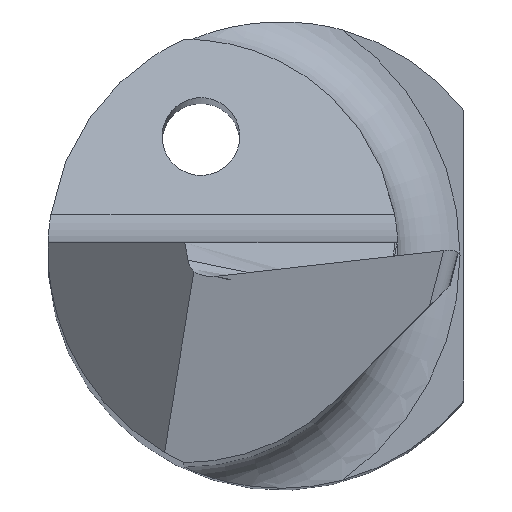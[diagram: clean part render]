
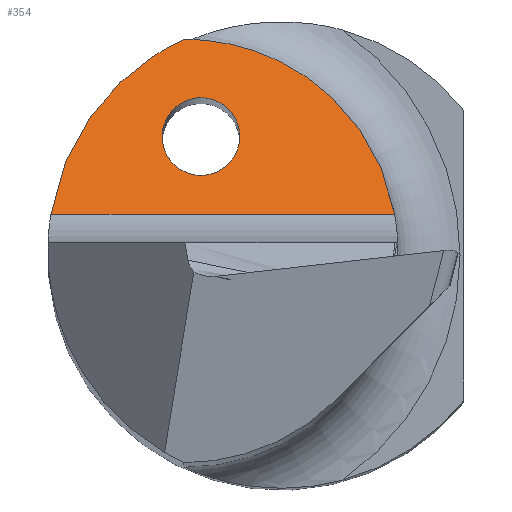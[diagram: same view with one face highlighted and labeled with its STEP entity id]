
A CAD part, top view. The second image highlights one B-rep face of the part: STEP entity #354.
In plain terms, the highlighted planar face has unit normal (0, 0.766, 0.643).
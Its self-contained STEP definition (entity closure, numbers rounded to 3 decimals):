
#7 = CARTESIAN_POINT ( 'NONE',  ( -2.032, 0.974, 44.086 ) ) ;
#22 = ORIENTED_EDGE ( 'NONE', *, *, #202, .T. ) ;
#23 = CARTESIAN_POINT ( 'NONE',  ( 1.215, 1.849, 43.044 ) ) ;
#38 = ORIENTED_EDGE ( 'NONE', *, *, #442, .F. ) ;
#44 = CARTESIAN_POINT ( 'NONE',  ( 1.458, 0.474, 44.682 ) ) ;
#58 = VERTEX_POINT ( 'NONE', #729 ) ;
#66 = CARTESIAN_POINT ( 'NONE',  ( -3., 0.474, 44.682 ) ) ;
#78 = CARTESIAN_POINT ( 'NONE',  ( -2.183, 2.297, 42.51 ) ) ;
#102 = VERTEX_POINT ( 'NONE', #364 ) ;
#140 = CARTESIAN_POINT ( 'NONE',  ( -2.032, 1.974, 42.894 ) ) ;
#157 = DIRECTION ( 'NONE',  ( 1., 0., 0. ) ) ;
#162 = LINE ( 'NONE', #747, #808 ) ;
#179 = EDGE_CURVE ( 'NONE', #58, #249, #162, .T. ) ;
#187 = ORIENTED_EDGE ( 'NONE', *, *, #299, .F. ) ;
#202 = EDGE_CURVE ( 'NONE', #249, #474, #517, .T. ) ;
#211 = CARTESIAN_POINT ( 'NONE',  ( 1.458, 0.474, 44.682 ) ) ;
#218 = CARTESIAN_POINT ( 'NONE',  ( -0.032, 0.974, 44.086 ) ) ;
#227 = ORIENTED_EDGE ( 'NONE', *, *, #179, .T. ) ;
#246 = AXIS2_PLACEMENT_3D ( 'NONE', #66, #692, #420 ) ;
#247 = EDGE_LOOP ( 'NONE', ( #227, #22, #38 ) ) ;
#249 = VERTEX_POINT ( 'NONE', #44 ) ;
#275 = CARTESIAN_POINT ( 'NONE',  ( -1.032, 1.974, 42.894 ) ) ;
#292 = CARTESIAN_POINT ( 'NONE',  ( 0.141, 2.74, 41.982 ) ) ;
#299 = EDGE_CURVE ( 'NONE', #102, #102, #656, .T. ) ;
#352 = CARTESIAN_POINT ( 'NONE',  ( -1.255, 2.725, 42. ) ) ;
#353 =( BOUNDED_CURVE ( )  B_SPLINE_CURVE ( 3, ( #803, #618, #78, #818 ),
 .UNSPECIFIED., .F., .T. ) 
 B_SPLINE_CURVE_WITH_KNOTS ( ( 4, 4 ),
 ( 4.871, 5.852 ),
 .UNSPECIFIED. ) 
 CURVE ( )  GEOMETRIC_REPRESENTATION_ITEM ( )  RATIONAL_B_SPLINE_CURVE ( ( 1., 0.921, 0.921, 1. ) ) 
 REPRESENTATION_ITEM ( '' )  );
#354 = ADVANCED_FACE ( 'NONE', ( #815, #465 ), #671, .F. ) ;
#364 = CARTESIAN_POINT ( 'NONE',  ( -1.032, 1.974, 42.894 ) ) ;
#420 = DIRECTION ( 'NONE',  ( 0., 0.643, -0.766 ) ) ;
#442 = EDGE_CURVE ( 'NONE', #58, #474, #353, .T. ) ;
#443 = EDGE_LOOP ( 'NONE', ( #187 ) ) ;
#465 = FACE_OUTER_BOUND ( 'NONE', #247, .T. ) ;
#474 = VERTEX_POINT ( 'NONE', #352 ) ;
#517 =( BOUNDED_CURVE ( )  B_SPLINE_CURVE ( 3, ( #211, #23, #292, #560 ),
 .UNSPECIFIED., .F., .T. ) 
 B_SPLINE_CURVE_WITH_KNOTS ( ( 4, 4 ),
 ( 4.887, 6.294 ),
 .UNSPECIFIED. ) 
 CURVE ( )  GEOMETRIC_REPRESENTATION_ITEM ( )  RATIONAL_B_SPLINE_CURVE ( ( 1., 0.842, 0.842, 1. ) ) 
 REPRESENTATION_ITEM ( '' )  );
#560 = CARTESIAN_POINT ( 'NONE',  ( -1.255, 2.725, 42. ) ) ;
#610 = CARTESIAN_POINT ( 'NONE',  ( -0.032, 1.974, 42.894 ) ) ;
#618 = CARTESIAN_POINT ( 'NONE',  ( -2.801, 1.483, 43.48 ) ) ;
#656 =( BOUNDED_CURVE ( )  B_SPLINE_CURVE ( 3, ( #682, #140, #7, #737, #218, #610, #275 ),
 .UNSPECIFIED., .T., .T. ) 
 B_SPLINE_CURVE_WITH_KNOTS ( ( 4, 3, 4 ),
 ( 0., 3.142, 6.283 ),
 .UNSPECIFIED. ) 
 CURVE ( )  GEOMETRIC_REPRESENTATION_ITEM ( )  RATIONAL_B_SPLINE_CURVE ( ( 1., 0.333, 0.333, 1., 0.333, 0.333, 1. ) ) 
 REPRESENTATION_ITEM ( '' )  );
#671 = PLANE ( 'NONE',  #246 ) ;
#682 = CARTESIAN_POINT ( 'NONE',  ( -1.032, 1.974, 42.894 ) ) ;
#692 = DIRECTION ( 'NONE',  ( 0., -0.766, -0.643 ) ) ;
#729 = CARTESIAN_POINT ( 'NONE',  ( -2.962, 0.474, 44.682 ) ) ;
#737 = CARTESIAN_POINT ( 'NONE',  ( -1.032, 0.974, 44.086 ) ) ;
#747 = CARTESIAN_POINT ( 'NONE',  ( -3., 0.474, 44.682 ) ) ;
#803 = CARTESIAN_POINT ( 'NONE',  ( -2.962, 0.474, 44.682 ) ) ;
#808 = VECTOR ( 'NONE', #157, 1000. ) ;
#815 = FACE_BOUND ( 'NONE', #443, .T. ) ;
#818 = CARTESIAN_POINT ( 'NONE',  ( -1.255, 2.725, 42. ) ) ;
